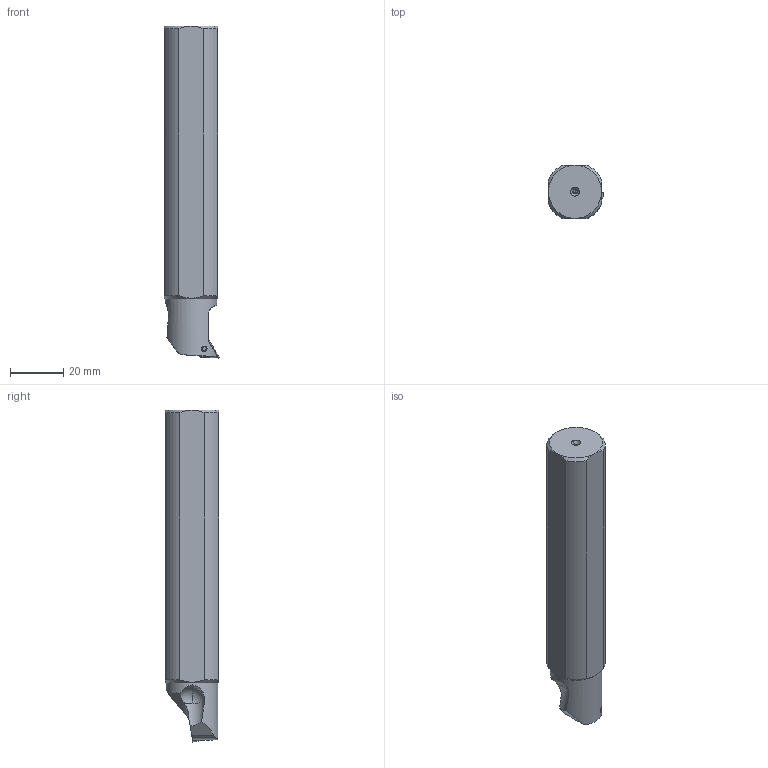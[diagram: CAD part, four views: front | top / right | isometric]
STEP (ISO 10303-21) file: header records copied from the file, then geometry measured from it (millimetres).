
FILE_DESCRIPTION(/* description */ (''),/* implementation_level */ '2;1');
FILE_NAME(/* name */ 'SH22K-FSDUCL07_MR0_2.stp',/* time_stamp */ '2023-02-09T11:53:27+09:00',/* author */ (''),/* organization */ (''),/* preprocessor_version */ 'ST-DEVELOPER v16',/* originating_system */ 'SIEMENS PLM Software NX 10.0',/* authorisation */ '');
FILE_SCHEMA (('AUTOMOTIVE_DESIGN { 1 0 10303 214 3 1 1 1 }'));
Length unit declared in the file: millimetre
Products named in the file (1): SH22K-FSDUCL07_MR0_2_ASM
Bounding box: 20.75 x 20 x 125 mm (x, y, z)
Volume: 40305.9 mm3; surface area: 8872.3 mm2
Topology: 2 solids, 2 shells, 108 faces, 311 edges, 212 vertices
Faces by surface type: cylinder 43, plane 34, cone 22, torus 5, bspline 2, sphere 2
Entity records: 4053 total; most frequent: CARTESIAN_POINT 1156, DIRECTION 592, ORIENTED_EDGE 582, EDGE_CURVE 291, AXIS2_PLACEMENT_3D 231, VERTEX_POINT 191, LINE 130, VECTOR 130
